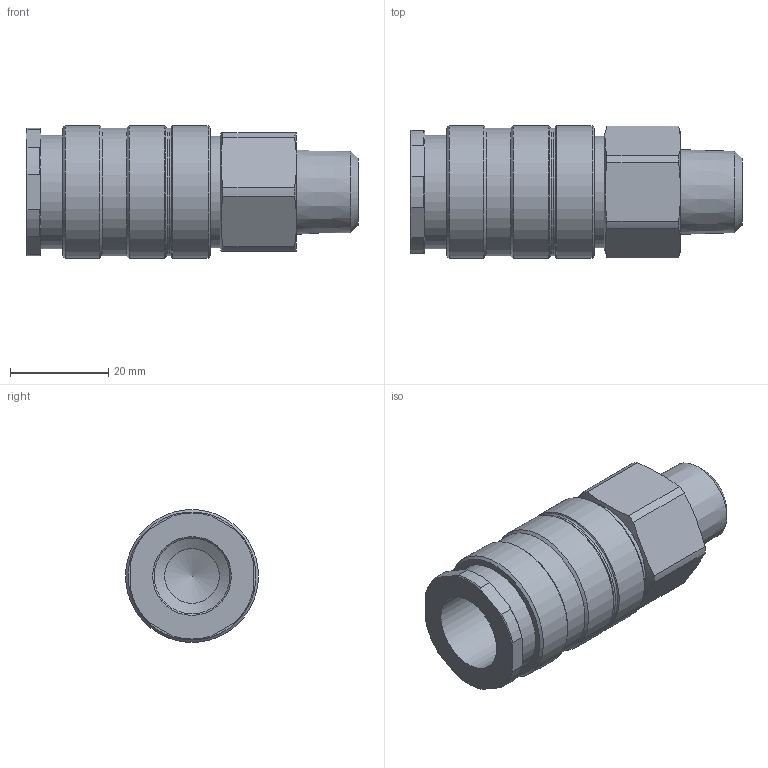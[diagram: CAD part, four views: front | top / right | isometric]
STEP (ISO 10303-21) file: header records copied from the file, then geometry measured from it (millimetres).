
FILE_DESCRIPTION(/* description */ (''),/* implementation_level */ '2;1');
FILE_NAME(/* name */ 'esscig_38_aab.stp',/* time_stamp */ '2022-06-28T08:25:49+02:00',/* author */ ('meier'),/* organization */ (''),/* preprocessor_version */ 'ST-DEVELOPER v18.1',/* originating_system */ 'Autodesk Inventor 2022',/* authorisation */ '0 mm^3');
FILE_SCHEMA (('AUTOMOTIVE_DESIGN { 1 0 10303 214 3 1 1 }'));
Length unit declared in the file: millimetre
Products named in the file (1): LUE_00036639
Bounding box: 67.43 x 26.92 x 26.92 mm (x, y, z)
Volume: 24588.3 mm3; surface area: 8738.5 mm2
Topology: 1 solids, 1 shells, 78 faces, 186 edges, 117 vertices
Faces by surface type: cone 30, cylinder 25, plane 21, torus 2
Full cylindrical faces by diameter (mm): 11 x1, 11.1 x1, 15.4 x1, 16 x1, 22.7 x1, 23 x1, 23.3 x1, 23.5 x1, 26 x2, 27 x3
Entity records: 2351 total; most frequent: CARTESIAN_POINT 465, DIRECTION 383, ORIENTED_EDGE 370, EDGE_CURVE 185, AXIS2_PLACEMENT_3D 161, VERTEX_POINT 117, EDGE_LOOP 86, CIRCLE 82
